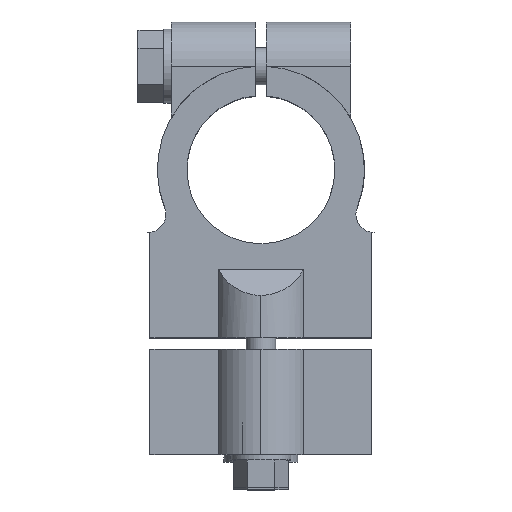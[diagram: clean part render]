
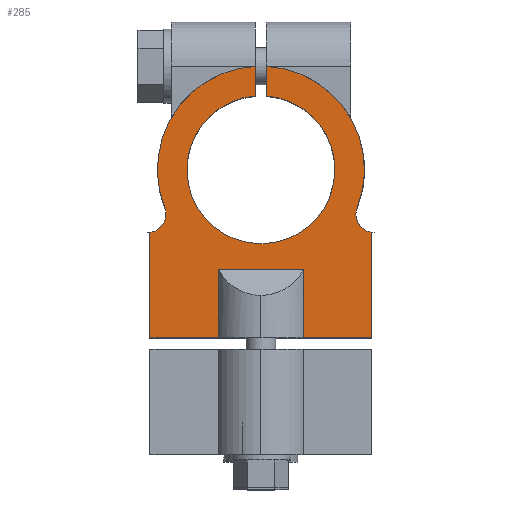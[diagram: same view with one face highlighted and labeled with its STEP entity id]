
A CAD part, top view. The second image highlights one B-rep face of the part: STEP entity #285.
In plain terms, the highlighted planar face has unit normal (0, 0, 1).
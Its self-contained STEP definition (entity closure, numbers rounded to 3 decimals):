
#285 = ADVANCED_FACE( '', ( #660 ), #661, .T. );
#660 = FACE_OUTER_BOUND( '', #1134, .T. );
#661 = PLANE( '', #1135 );
#1134 = EDGE_LOOP( '', ( #1913, #1914, #1915, #1916, #1917, #1918, #1919, #1920, #1921, #1922, #1923, #1924, #1925, #1926, #1927, #1928 ) );
#1135 = AXIS2_PLACEMENT_3D( '', #1929, #1930, #1931 );
#1913 = ORIENTED_EDGE( '', *, *, #2894, .T. );
#1914 = ORIENTED_EDGE( '', *, *, #2895, .T. );
#1915 = ORIENTED_EDGE( '', *, *, #2716, .F. );
#1916 = ORIENTED_EDGE( '', *, *, #2814, .F. );
#1917 = ORIENTED_EDGE( '', *, *, #2896, .T. );
#1918 = ORIENTED_EDGE( '', *, *, #2897, .T. );
#1919 = ORIENTED_EDGE( '', *, *, #2898, .T. );
#1920 = ORIENTED_EDGE( '', *, *, #2891, .T. );
#1921 = ORIENTED_EDGE( '', *, *, #2899, .F. );
#1922 = ORIENTED_EDGE( '', *, *, #2900, .T. );
#1923 = ORIENTED_EDGE( '', *, *, #2901, .F. );
#1924 = ORIENTED_EDGE( '', *, *, #2845, .F. );
#1925 = ORIENTED_EDGE( '', *, *, #2902, .F. );
#1926 = ORIENTED_EDGE( '', *, *, #2903, .T. );
#1927 = ORIENTED_EDGE( '', *, *, #2904, .F. );
#1928 = ORIENTED_EDGE( '', *, *, #2905, .T. );
#1929 = CARTESIAN_POINT( '', ( -30.594, -12.1, 60. ) );
#1930 = DIRECTION( '', ( 0., 0., 1. ) );
#1931 = DIRECTION( '', ( 1., 0., 0. ) );
#2716 = EDGE_CURVE( '', #3256, #3259, #3260, .T. );
#2814 = EDGE_CURVE( '', #3417, #3256, #3419, .T. );
#2845 = EDGE_CURVE( '', #3468, #3470, #3471, .T. );
#2891 = EDGE_CURVE( '', #3537, #3535, #3538, .T. );
#2894 = EDGE_CURVE( '', #3541, #3542, #3543, .T. );
#2895 = EDGE_CURVE( '', #3542, #3259, #3544, .T. );
#2896 = EDGE_CURVE( '', #3417, #3545, #3546, .T. );
#2897 = EDGE_CURVE( '', #3545, #3547, #3548, .T. );
#2898 = EDGE_CURVE( '', #3547, #3537, #3549, .T. );
#2899 = EDGE_CURVE( '', #3550, #3535, #3551, .T. );
#2900 = EDGE_CURVE( '', #3550, #3552, #3553, .T. );
#2901 = EDGE_CURVE( '', #3470, #3552, #3554, .T. );
#2902 = EDGE_CURVE( '', #3555, #3468, #3556, .T. );
#2903 = EDGE_CURVE( '', #3555, #3557, #3558, .T. );
#2904 = EDGE_CURVE( '', #3559, #3557, #3560, .T. );
#2905 = EDGE_CURVE( '', #3559, #3541, #3561, .T. );
#3256 = VERTEX_POINT( '', #4021 );
#3259 = VERTEX_POINT( '', #4024 );
#3260 = LINE( '', #4025, #4026 );
#3417 = VERTEX_POINT( '', #4241 );
#3419 = LINE( '', #4243, #4244 );
#3468 = VERTEX_POINT( '', #4438 );
#3470 = VERTEX_POINT( '', #4441 );
#3471 = CIRCLE( '', #4442, 20. );
#3535 = VERTEX_POINT( '', #4684 );
#3537 = VERTEX_POINT( '', #4687 );
#3538 = LINE( '', #4688, #4689 );
#3541 = VERTEX_POINT( '', #4693 );
#3542 = VERTEX_POINT( '', #4694 );
#3543 = LINE( '', #4695, #4696 );
#3544 = LINE( '', #4697, #4698 );
#3545 = VERTEX_POINT( '', #4699 );
#3546 = LINE( '', #4700, #4701 );
#3547 = VERTEX_POINT( '', #4702 );
#3548 = LINE( '', #4703, #4704 );
#3549 = LINE( '', #4705, #4706 );
#3550 = VERTEX_POINT( '', #4707 );
#3551 = CIRCLE( '', #4708, 4.9 );
#3552 = VERTEX_POINT( '', #4709 );
#3553 = CIRCLE( '', #4710, 28. );
#3554 = LINE( '', #4711, #4712 );
#3555 = VERTEX_POINT( '', #4713 );
#3556 = LINE( '', #4714, #4715 );
#3557 = VERTEX_POINT( '', #4716 );
#3558 = CIRCLE( '', #4717, 28. );
#3559 = VERTEX_POINT( '', #4718 );
#3560 = CIRCLE( '', #4719, 4.9 );
#3561 = LINE( '', #4720, #4721 );
#4021 = CARTESIAN_POINT( '', ( -11.5, -27., 60. ) );
#4024 = CARTESIAN_POINT( '', ( -11.5, -45.5, 60. ) );
#4025 = CARTESIAN_POINT( '', ( -11.5, -27., 60. ) );
#4026 = VECTOR( '', #5125, 1000. );
#4241 = CARTESIAN_POINT( '', ( 11.5, -27., 60. ) );
#4243 = CARTESIAN_POINT( '', ( -30.594, -27., 60. ) );
#4244 = VECTOR( '', #5241, 1000. );
#4438 = CARTESIAN_POINT( '', ( -1.5, 19.944, 60. ) );
#4441 = CARTESIAN_POINT( '', ( 1.5, 19.944, 60. ) );
#4442 = AXIS2_PLACEMENT_3D( '', #5273, #5274, #5275 );
#4684 = CARTESIAN_POINT( '', ( 30.594, -17., 60. ) );
#4687 = CARTESIAN_POINT( '', ( 30., -17., 60. ) );
#4688 = CARTESIAN_POINT( '', ( 30., -17., 60. ) );
#4689 = VECTOR( '', #5324, 1000. );
#4693 = CARTESIAN_POINT( '', ( -30., -17., 60. ) );
#4694 = CARTESIAN_POINT( '', ( -30., -45.5, 60. ) );
#4695 = CARTESIAN_POINT( '', ( -30., -17., 60. ) );
#4696 = VECTOR( '', #5326, 1000. );
#4697 = CARTESIAN_POINT( '', ( -30.594, -45.5, 60. ) );
#4698 = VECTOR( '', #5327, 1000. );
#4699 = CARTESIAN_POINT( '', ( 11.5, -45.5, 60. ) );
#4700 = CARTESIAN_POINT( '', ( 11.5, -27., 60. ) );
#4701 = VECTOR( '', #5328, 1000. );
#4702 = CARTESIAN_POINT( '', ( 30., -45.5, 60. ) );
#4703 = CARTESIAN_POINT( '', ( -30.594, -45.5, 60. ) );
#4704 = VECTOR( '', #5329, 1000. );
#4705 = CARTESIAN_POINT( '', ( 30., -77., 60. ) );
#4706 = VECTOR( '', #5330, 1000. );
#4707 = CARTESIAN_POINT( '', ( 26.038, -10.298, 60. ) );
#4708 = AXIS2_PLACEMENT_3D( '', #5331, #5332, #5333 );
#4709 = CARTESIAN_POINT( '', ( 1.5, 27.96, 60. ) );
#4710 = AXIS2_PLACEMENT_3D( '', #5334, #5335, #5336 );
#4711 = CARTESIAN_POINT( '', ( 1.5, 19.944, 60. ) );
#4712 = VECTOR( '', #5337, 1000. );
#4713 = CARTESIAN_POINT( '', ( -1.5, 27.96, 60. ) );
#4714 = CARTESIAN_POINT( '', ( -1.5, 70., 60. ) );
#4715 = VECTOR( '', #5338, 1000. );
#4716 = CARTESIAN_POINT( '', ( -26.038, -10.298, 60. ) );
#4717 = AXIS2_PLACEMENT_3D( '', #5339, #5340, #5341 );
#4718 = CARTESIAN_POINT( '', ( -30.594, -17., 60. ) );
#4719 = AXIS2_PLACEMENT_3D( '', #5342, #5343, #5344 );
#4720 = CARTESIAN_POINT( '', ( -30.594, -17., 60. ) );
#4721 = VECTOR( '', #5345, 1000. );
#5125 = DIRECTION( '', ( 0., -1., 0. ) );
#5241 = DIRECTION( '', ( -1., 0., 0. ) );
#5273 = CARTESIAN_POINT( '', ( 0., 0., 60. ) );
#5274 = DIRECTION( '', ( 0., 0., 1. ) );
#5275 = DIRECTION( '', ( 1., 0., 0. ) );
#5324 = DIRECTION( '', ( 1., 0., 0. ) );
#5326 = DIRECTION( '', ( 0., -1., 0. ) );
#5327 = DIRECTION( '', ( 1., 0., 0. ) );
#5328 = DIRECTION( '', ( 0., -1., 0. ) );
#5329 = DIRECTION( '', ( 1., 0., 0. ) );
#5330 = DIRECTION( '', ( 0., 1., 0. ) );
#5331 = CARTESIAN_POINT( '', ( 30.594, -12.1, 60. ) );
#5332 = DIRECTION( '', ( 0., 0., 1. ) );
#5333 = DIRECTION( '', ( 1., 0., 0. ) );
#5334 = CARTESIAN_POINT( '', ( 0., 0., 60. ) );
#5335 = DIRECTION( '', ( 0., 0., 1. ) );
#5336 = DIRECTION( '', ( 1., 0., 0. ) );
#5337 = DIRECTION( '', ( 0., 1., 0. ) );
#5338 = DIRECTION( '', ( 0., -1., 0. ) );
#5339 = CARTESIAN_POINT( '', ( 0., 0., 60. ) );
#5340 = DIRECTION( '', ( 0., 0., 1. ) );
#5341 = DIRECTION( '', ( 1., 0., 0. ) );
#5342 = CARTESIAN_POINT( '', ( -30.594, -12.1, 60. ) );
#5343 = DIRECTION( '', ( 0., 0., 1. ) );
#5344 = DIRECTION( '', ( 1., 0., 0. ) );
#5345 = DIRECTION( '', ( 1., 0., 0. ) );
